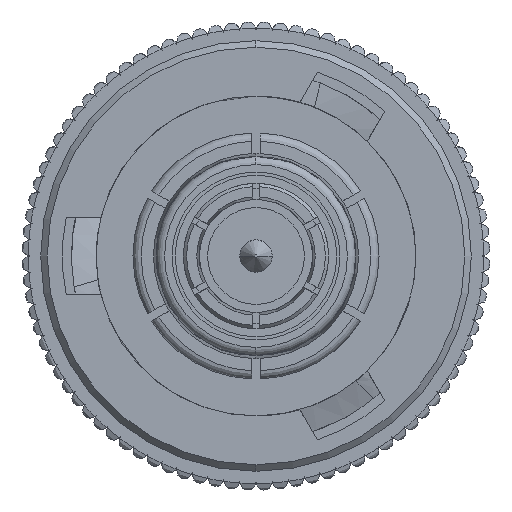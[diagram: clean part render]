
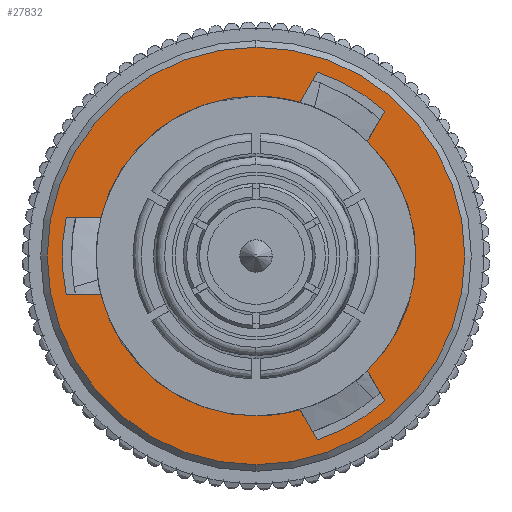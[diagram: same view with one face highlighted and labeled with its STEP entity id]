
A CAD part, left-side view. The second image highlights one B-rep face of the part: STEP entity #27832.
In plain terms, the highlighted face is planar.
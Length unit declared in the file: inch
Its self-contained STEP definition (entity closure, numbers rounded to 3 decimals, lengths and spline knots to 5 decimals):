
#650 = CIRCLE ( 'NONE', #14572, 0.2545 ) ;
#1268 = CARTESIAN_POINT ( 'NONE',  ( 0., -0.07456, -0.22414 ) ) ;
#1318 = ORIENTED_EDGE ( 'NONE', *, *, #16076, .F. ) ;
#1630 = VERTEX_POINT ( 'NONE', #35412 ) ;
#2024 = VERTEX_POINT ( 'NONE', #32275 ) ;
#2131 = PLANE ( 'NONE',  #10394 ) ;
#2211 = ORIENTED_EDGE ( 'NONE', *, *, #31580, .F. ) ;
#2656 = CIRCLE ( 'NONE', #26403, 0.23622 ) ;
#2851 = CIRCLE ( 'NONE', #26003, 0.195 ) ;
#3087 = DIRECTION ( 'NONE',  ( -1., 0., 0. ) ) ;
#3667 = DIRECTION ( 'NONE',  ( -1., 0., 0. ) ) ;
#4056 = DIRECTION ( 'NONE',  ( 0., -1., 0. ) ) ;
#4112 = CIRCLE ( 'NONE', #13417, 0.2545 ) ;
#4121 = EDGE_CURVE ( 'NONE', #7169, #1630, #32494, .T. ) ;
#4789 = LINE ( 'NONE', #9521, #17953 ) ;
#4958 = CARTESIAN_POINT ( 'NONE',  ( 0., -0.07456, 0.22414 ) ) ;
#4992 = CARTESIAN_POINT ( 'NONE',  ( 0., -0.05343, 0.18754 ) ) ;
#5284 = CARTESIAN_POINT ( 'NONE',  ( 0., 0., 0. ) ) ;
#5369 = DIRECTION ( 'NONE',  ( 0., 0., 1. ) ) ;
#5838 = CARTESIAN_POINT ( 'NONE',  ( 0., 0., 0. ) ) ;
#6383 = DIRECTION ( 'NONE',  ( 0., 0., 1. ) ) ;
#6556 = CARTESIAN_POINT ( 'NONE',  ( 0., 0., 0. ) ) ;
#6719 = EDGE_CURVE ( 'NONE', #9406, #29575, #2656, .T. ) ;
#7119 = CARTESIAN_POINT ( 'NONE',  ( 0., 0., 0. ) ) ;
#7169 = VERTEX_POINT ( 'NONE', #4992 ) ;
#7775 = VERTEX_POINT ( 'NONE', #8539 ) ;
#8266 = VERTEX_POINT ( 'NONE', #11420 ) ;
#8363 = DIRECTION ( 'NONE',  ( 1., 0., 0. ) ) ;
#8539 = CARTESIAN_POINT ( 'NONE',  ( 0., -0.15683, -0.17664 ) ) ;
#9215 = VECTOR ( 'NONE', #12366, 39.37008 ) ;
#9238 = LINE ( 'NONE', #19573, #14475 ) ;
#9320 = AXIS2_PLACEMENT_3D ( 'NONE', #15886, #32366, #5369 ) ;
#9406 = VERTEX_POINT ( 'NONE', #29551 ) ;
#9457 = VERTEX_POINT ( 'NONE', #35170 ) ;
#9521 = CARTESIAN_POINT ( 'NONE',  ( 0., 0.2314, 0.0475 ) ) ;
#9811 = EDGE_CURVE ( 'NONE', #13510, #29532, #16367, .T. ) ;
#9816 = CARTESIAN_POINT ( 'NONE',  ( 0., -0.1357, 0.14004 ) ) ;
#9968 = CARTESIAN_POINT ( 'NONE',  ( 0., 0., 0. ) ) ;
#10310 = ORIENTED_EDGE ( 'NONE', *, *, #24144, .F. ) ;
#10394 = AXIS2_PLACEMENT_3D ( 'NONE', #24783, #13212, #27318 ) ;
#11117 = DIRECTION ( 'NONE',  ( 0., -0.5, 0.866 ) ) ;
#11173 = AXIS2_PLACEMENT_3D ( 'NONE', #9968, #34771, #15575 ) ;
#11420 = CARTESIAN_POINT ( 'NONE',  ( 0., 0., -0.2545 ) ) ;
#11746 = CARTESIAN_POINT ( 'NONE',  ( 0., -0.1357, -0.14004 ) ) ;
#12320 = ORIENTED_EDGE ( 'NONE', *, *, #28377, .F. ) ;
#12366 = DIRECTION ( 'NONE',  ( 0., 0.5, 0.866 ) ) ;
#13212 = DIRECTION ( 'NONE',  ( -1., 0., 0. ) ) ;
#13417 = AXIS2_PLACEMENT_3D ( 'NONE', #32241, #32058, #18464 ) ;
#13510 = VERTEX_POINT ( 'NONE', #28311 ) ;
#14361 = LINE ( 'NONE', #1268, #9215 ) ;
#14392 = DIRECTION ( 'NONE',  ( -1., 0., 0. ) ) ;
#14475 = VECTOR ( 'NONE', #30984, 39.37008 ) ;
#14559 = DIRECTION ( 'NONE',  ( 0., 0., 1. ) ) ;
#14572 = AXIS2_PLACEMENT_3D ( 'NONE', #5284, #3087, #33004 ) ;
#14707 = CIRCLE ( 'NONE', #30911, 0.23622 ) ;
#14752 = CARTESIAN_POINT ( 'NONE',  ( 0., 0., 0. ) ) ;
#15252 = ORIENTED_EDGE ( 'NONE', *, *, #30441, .F. ) ;
#15312 = ORIENTED_EDGE ( 'NONE', *, *, #29303, .T. ) ;
#15575 = DIRECTION ( 'NONE',  ( 0., 0., 1. ) ) ;
#15886 = CARTESIAN_POINT ( 'NONE',  ( 0., 0., 0. ) ) ;
#15926 = FACE_OUTER_BOUND ( 'NONE', #19340, .T. ) ;
#15948 = VECTOR ( 'NONE', #33717, 39.37008 ) ;
#16076 = EDGE_CURVE ( 'NONE', #16212, #7775, #20110, .T. ) ;
#16212 = VERTEX_POINT ( 'NONE', #11746 ) ;
#16367 = CIRCLE ( 'NONE', #11173, 0.195 ) ;
#16589 = VERTEX_POINT ( 'NONE', #24202 ) ;
#16710 = ORIENTED_EDGE ( 'NONE', *, *, #6719, .F. ) ;
#16789 = ORIENTED_EDGE ( 'NONE', *, *, #9811, .T. ) ;
#16903 = VECTOR ( 'NONE', #24968, 39.37008 ) ;
#17655 = CARTESIAN_POINT ( 'NONE',  ( 0., 0.18913, 0.0475 ) ) ;
#17898 = ORIENTED_EDGE ( 'NONE', *, *, #24119, .T. ) ;
#17953 = VECTOR ( 'NONE', #4056, 39.37008 ) ;
#17991 = DIRECTION ( 'NONE',  ( 1., 0., 0. ) ) ;
#18078 = ORIENTED_EDGE ( 'NONE', *, *, #30025, .F. ) ;
#18217 = VERTEX_POINT ( 'NONE', #34148 ) ;
#18464 = DIRECTION ( 'NONE',  ( 0., 0., 1. ) ) ;
#18562 = CIRCLE ( 'NONE', #28987, 0.23622 ) ;
#18690 = EDGE_CURVE ( 'NONE', #2024, #27804, #27381, .T. ) ;
#19100 = DIRECTION ( 'NONE',  ( -1., 0., 0. ) ) ;
#19340 = EDGE_LOOP ( 'NONE', ( #2211, #18078 ) ) ;
#19573 = CARTESIAN_POINT ( 'NONE',  ( 0., -0.15683, 0.17664 ) ) ;
#20110 = LINE ( 'NONE', #22651, #15948 ) ;
#20580 = EDGE_LOOP ( 'NONE', ( #32922, #17898, #27924, #24736, #1318, #24942, #12320, #10310, #27544, #15312, #16789, #31435, #16710, #15252 ) ) ;
#21396 = EDGE_CURVE ( 'NONE', #29575, #29532, #4789, .T. ) ;
#22651 = CARTESIAN_POINT ( 'NONE',  ( 0., -0.15683, -0.17664 ) ) ;
#22965 = LINE ( 'NONE', #33663, #16903 ) ;
#23086 = CARTESIAN_POINT ( 'NONE',  ( 0., 0.2314, 0.0475 ) ) ;
#24119 = EDGE_CURVE ( 'NONE', #27804, #18217, #29163, .T. ) ;
#24144 = EDGE_CURVE ( 'NONE', #1630, #16589, #14707, .T. ) ;
#24202 = CARTESIAN_POINT ( 'NONE',  ( 0., -0.15683, 0.17664 ) ) ;
#24241 = FACE_BOUND ( 'NONE', #20580, .T. ) ;
#24480 = AXIS2_PLACEMENT_3D ( 'NONE', #6556, #3667, #14559 ) ;
#24604 = CARTESIAN_POINT ( 'NONE',  ( 0., 0., 0.2545 ) ) ;
#24714 = CARTESIAN_POINT ( 'NONE',  ( 0., 0., 0. ) ) ;
#24736 = ORIENTED_EDGE ( 'NONE', *, *, #34609, .F. ) ;
#24783 = CARTESIAN_POINT ( 'NONE',  ( 0., 0.195, 0. ) ) ;
#24857 = DIRECTION ( 'NONE',  ( 0., 0., 1. ) ) ;
#24942 = ORIENTED_EDGE ( 'NONE', *, *, #33421, .T. ) ;
#24968 = DIRECTION ( 'NONE',  ( 0., 1., 0. ) ) ;
#26003 = AXIS2_PLACEMENT_3D ( 'NONE', #14752, #14392, #6383 ) ;
#26403 = AXIS2_PLACEMENT_3D ( 'NONE', #5838, #8363, #24857 ) ;
#26473 = VERTEX_POINT ( 'NONE', #9816 ) ;
#27118 = EDGE_CURVE ( 'NONE', #9457, #18217, #14361, .T. ) ;
#27318 = DIRECTION ( 'NONE',  ( 0., 0., 1. ) ) ;
#27381 = CIRCLE ( 'NONE', #24480, 0.195 ) ;
#27421 = AXIS2_PLACEMENT_3D ( 'NONE', #27433, #19100, #30158 ) ;
#27433 = CARTESIAN_POINT ( 'NONE',  ( 0., 0., 0. ) ) ;
#27544 = ORIENTED_EDGE ( 'NONE', *, *, #4121, .F. ) ;
#27804 = VERTEX_POINT ( 'NONE', #29875 ) ;
#27832 = ADVANCED_FACE ( 'NONE', ( #15926, #24241 ), #2131, .F. ) ;
#27924 = ORIENTED_EDGE ( 'NONE', *, *, #27118, .F. ) ;
#27974 = DIRECTION ( 'NONE',  ( 1., 0., 0. ) ) ;
#28311 = CARTESIAN_POINT ( 'NONE',  ( 0., 0., 0.195 ) ) ;
#28377 = EDGE_CURVE ( 'NONE', #16589, #26473, #9238, .T. ) ;
#28705 = VERTEX_POINT ( 'NONE', #24604 ) ;
#28987 = AXIS2_PLACEMENT_3D ( 'NONE', #7119, #17991, #34667 ) ;
#29163 = CIRCLE ( 'NONE', #27421, 0.195 ) ;
#29303 = EDGE_CURVE ( 'NONE', #7169, #13510, #33606, .T. ) ;
#29532 = VERTEX_POINT ( 'NONE', #17655 ) ;
#29551 = CARTESIAN_POINT ( 'NONE',  ( 0., 0.2314, -0.0475 ) ) ;
#29575 = VERTEX_POINT ( 'NONE', #23086 ) ;
#29875 = CARTESIAN_POINT ( 'NONE',  ( 0., 0., -0.195 ) ) ;
#30025 = EDGE_CURVE ( 'NONE', #8266, #28705, #4112, .T. ) ;
#30158 = DIRECTION ( 'NONE',  ( 0., 0., 1. ) ) ;
#30441 = EDGE_CURVE ( 'NONE', #2024, #9406, #22965, .T. ) ;
#30911 = AXIS2_PLACEMENT_3D ( 'NONE', #24714, #27974, #35787 ) ;
#30984 = DIRECTION ( 'NONE',  ( 0., 0.5, -0.866 ) ) ;
#31435 = ORIENTED_EDGE ( 'NONE', *, *, #21396, .F. ) ;
#31580 = EDGE_CURVE ( 'NONE', #28705, #8266, #650, .T. ) ;
#32058 = DIRECTION ( 'NONE',  ( -1., 0., 0. ) ) ;
#32241 = CARTESIAN_POINT ( 'NONE',  ( 0., 0., 0. ) ) ;
#32275 = CARTESIAN_POINT ( 'NONE',  ( 0., 0.18913, -0.0475 ) ) ;
#32366 = DIRECTION ( 'NONE',  ( -1., 0., 0. ) ) ;
#32494 = LINE ( 'NONE', #4958, #34466 ) ;
#32922 = ORIENTED_EDGE ( 'NONE', *, *, #18690, .T. ) ;
#33004 = DIRECTION ( 'NONE',  ( 0., 0., 1. ) ) ;
#33421 = EDGE_CURVE ( 'NONE', #16212, #26473, #2851, .T. ) ;
#33606 = CIRCLE ( 'NONE', #9320, 0.195 ) ;
#33663 = CARTESIAN_POINT ( 'NONE',  ( 0., 0.2314, -0.0475 ) ) ;
#33717 = DIRECTION ( 'NONE',  ( 0., -0.5, -0.866 ) ) ;
#34148 = CARTESIAN_POINT ( 'NONE',  ( 0., -0.05343, -0.18754 ) ) ;
#34466 = VECTOR ( 'NONE', #11117, 39.37008 ) ;
#34609 = EDGE_CURVE ( 'NONE', #7775, #9457, #18562, .T. ) ;
#34667 = DIRECTION ( 'NONE',  ( 0., 0., 1. ) ) ;
#34771 = DIRECTION ( 'NONE',  ( -1., 0., 0. ) ) ;
#35170 = CARTESIAN_POINT ( 'NONE',  ( 0., -0.07456, -0.22414 ) ) ;
#35412 = CARTESIAN_POINT ( 'NONE',  ( 0., -0.07456, 0.22414 ) ) ;
#35787 = DIRECTION ( 'NONE',  ( 0., 0., 1. ) ) ;
